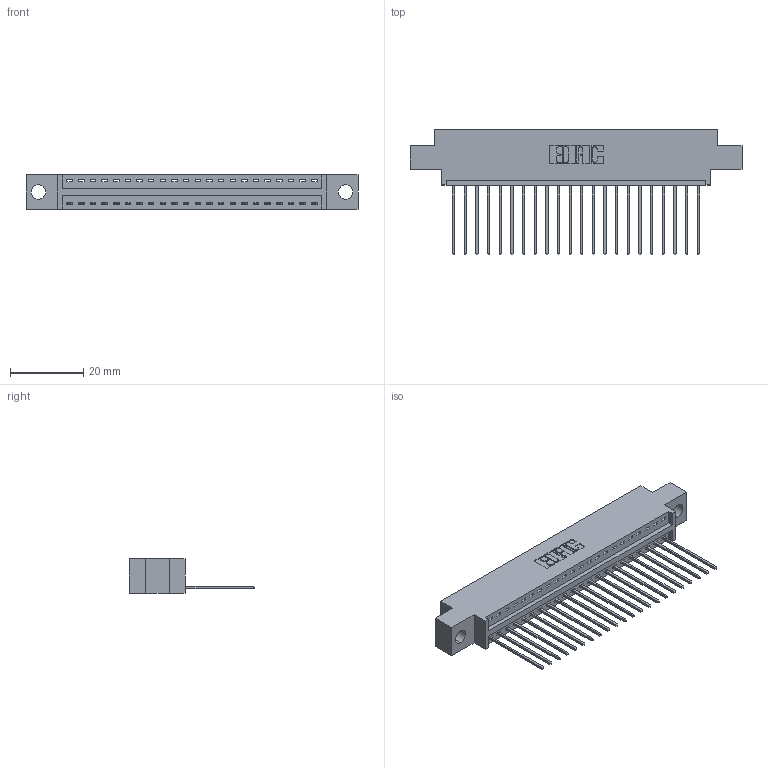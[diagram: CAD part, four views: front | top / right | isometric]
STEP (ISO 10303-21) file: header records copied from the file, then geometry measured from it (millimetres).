
FILE_DESCRIPTION (( 'STEP AP203' ), '1' );
FILE_NAME ('346-022-541-604.STEP', '2018-08-21T00:44:43', ( '' ), ( '' ), 'SwSTEP 2.0', 'SolidWorks 2016', '' );
FILE_SCHEMA (( 'CONFIG_CONTROL_DESIGN' ));
Length unit declared in the file: inch
Products named in the file (3): 346 Part_0.170 Offset - 0.156 Dia-TH; 345-292-001_345-293-141; 346-022-541-604
Assembly tree (23 placements, depth 2):
  346-022-541-604
    346 Part_0.170 Offset - 0.156 Dia-TH
    345-292-001_345-293-141  x22
Bounding box: 90.42 x 34.29 x 9.4 mm (x, y, z)
Volume: 8347.9 mm3; surface area: 10617 mm2
Topology: 23 solids, 23 shells, 1402 faces, 4213 edges, 2778 vertices
Faces by surface type: plane 960, cylinder 442
Entity records: 16499 total; most frequent: CARTESIAN_POINT 2842, ORIENTED_EDGE 2798, DIRECTION 2531, EDGE_CURVE 1399, LINE 1179, VECTOR 1179, VERTEX_POINT 930, AXIS2_PLACEMENT_3D 676
